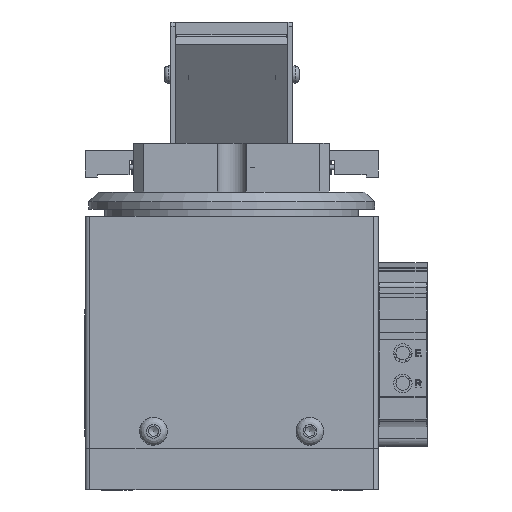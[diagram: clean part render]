
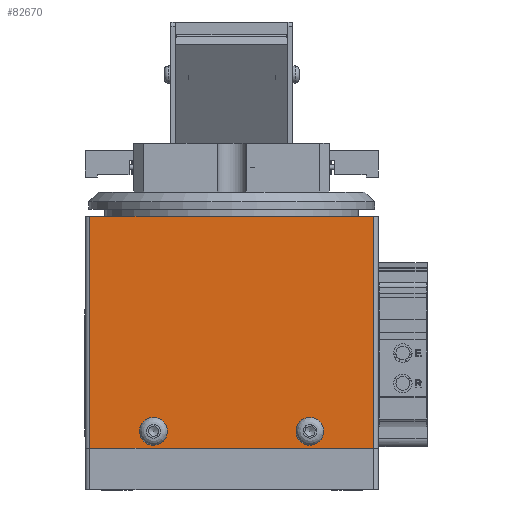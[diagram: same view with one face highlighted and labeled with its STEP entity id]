
A CAD part, front view. The second image highlights one B-rep face of the part: STEP entity #82670.
In plain terms, the highlighted face is planar.
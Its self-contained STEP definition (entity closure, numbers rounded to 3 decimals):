
#1364=FACE_BOUND('',#9617,.T.);
#1365=FACE_BOUND('',#9618,.T.);
#2079=PLANE('',#87842);
#5025=FACE_OUTER_BOUND('',#9616,.T.);
#9616=EDGE_LOOP('',(#54616,#54617,#54618,#54619));
#9617=EDGE_LOOP('',(#54620,#54621));
#9618=EDGE_LOOP('',(#54622,#54623));
#14695=LINE('',#119033,#22687);
#14857=LINE('',#119988,#22849);
#14858=LINE('',#119991,#22850);
#14859=LINE('',#119992,#22851);
#22687=VECTOR('',#95977,10.);
#22849=VECTOR('',#96363,10.);
#22850=VECTOR('',#96366,10.);
#22851=VECTOR('',#96367,10.);
#30673=CIRCLE('',#87807,1.7);
#30674=CIRCLE('',#87808,1.7);
#30676=CIRCLE('',#87811,1.7);
#30677=CIRCLE('',#87812,1.7);
#33940=VERTEX_POINT('',#119030);
#33941=VERTEX_POINT('',#119032);
#34099=VERTEX_POINT('',#119897);
#34100=VERTEX_POINT('',#119898);
#34102=VERTEX_POINT('',#119905);
#34103=VERTEX_POINT('',#119906);
#34126=VERTEX_POINT('',#119986);
#34127=VERTEX_POINT('',#119990);
#41816=EDGE_CURVE('',#33941,#33940,#14695,.T.);
#42046=EDGE_CURVE('',#34099,#34100,#30673,.T.);
#42047=EDGE_CURVE('',#34100,#34099,#30674,.T.);
#42050=EDGE_CURVE('',#34102,#34103,#30676,.T.);
#42051=EDGE_CURVE('',#34103,#34102,#30677,.T.);
#42091=EDGE_CURVE('',#34126,#33940,#14857,.T.);
#42092=EDGE_CURVE('',#34127,#34126,#14858,.T.);
#42093=EDGE_CURVE('',#33941,#34127,#14859,.T.);
#54616=ORIENTED_EDGE('',*,*,#42091,.F.);
#54617=ORIENTED_EDGE('',*,*,#42092,.F.);
#54618=ORIENTED_EDGE('',*,*,#42093,.F.);
#54619=ORIENTED_EDGE('',*,*,#41816,.T.);
#54620=ORIENTED_EDGE('',*,*,#42046,.T.);
#54621=ORIENTED_EDGE('',*,*,#42047,.T.);
#54622=ORIENTED_EDGE('',*,*,#42050,.T.);
#54623=ORIENTED_EDGE('',*,*,#42051,.T.);
#82670=ADVANCED_FACE('',(#5025,#1364,#1365),#2079,.T.);
#87807=AXIS2_PLACEMENT_3D('',#119899,#96265,#96266);
#87808=AXIS2_PLACEMENT_3D('',#119900,#96267,#96268);
#87811=AXIS2_PLACEMENT_3D('',#119907,#96274,#96275);
#87812=AXIS2_PLACEMENT_3D('',#119908,#96276,#96277);
#87842=AXIS2_PLACEMENT_3D('',#119989,#96364,#96365);
#95977=DIRECTION('',(0.,-1.,0.));
#96265=DIRECTION('center_axis',(0.,0.,
-1.));
#96266=DIRECTION('ref_axis',(-1.,0.,0.));
#96267=DIRECTION('center_axis',(0.,0.,
-1.));
#96268=DIRECTION('ref_axis',(-1.,0.,0.));
#96274=DIRECTION('center_axis',(0.,0.,
-1.));
#96275=DIRECTION('ref_axis',(-1.,0.,0.));
#96276=DIRECTION('center_axis',(0.,0.,
-1.));
#96277=DIRECTION('ref_axis',(-1.,0.,0.));
#96363=DIRECTION('',(-1.,0.,0.));
#96364=DIRECTION('center_axis',(0.,0.,
1.));
#96365=DIRECTION('ref_axis',(-1.,0.,0.));
#96366=DIRECTION('',(0.,-1.,0.));
#96367=DIRECTION('',(1.,0.,0.));
#119030=CARTESIAN_POINT('',(5.7,-29.,39.5));
#119032=CARTESIAN_POINT('',(5.7,29.,39.5));
#119033=CARTESIAN_POINT('',(5.7,30.,39.5));
#119897=CARTESIAN_POINT('',(7.5,16.,39.5));
#119898=CARTESIAN_POINT('',(10.9,16.,39.5));
#119899=CARTESIAN_POINT('Origin',(9.2,16.,39.5));
#119900=CARTESIAN_POINT('Origin',(9.2,16.,39.5));
#119905=CARTESIAN_POINT('',(7.5,-16.,39.5));
#119906=CARTESIAN_POINT('',(10.9,-16.,39.5));
#119907=CARTESIAN_POINT('Origin',(9.2,-16.,39.5));
#119908=CARTESIAN_POINT('Origin',(9.2,-16.,39.5));
#119986=CARTESIAN_POINT('',(53.2,-29.,39.5));
#119988=CARTESIAN_POINT('',(53.2,-29.,39.5));
#119989=CARTESIAN_POINT('Origin',(53.2,30.,39.5));
#119990=CARTESIAN_POINT('',(53.2,29.,39.5));
#119991=CARTESIAN_POINT('',(53.2,30.,39.5));
#119992=CARTESIAN_POINT('',(53.2,29.,39.5));
